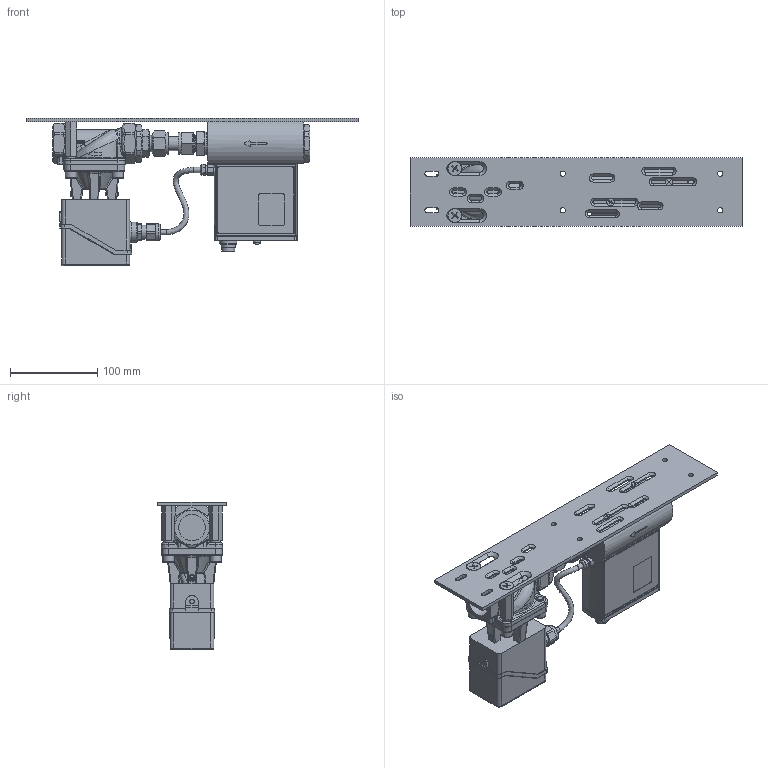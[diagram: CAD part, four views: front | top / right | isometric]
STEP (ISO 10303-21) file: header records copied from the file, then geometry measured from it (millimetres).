
FILE_DESCRIPTION(/* description */ (''),/* implementation_level */ '2;1');
FILE_NAME(/* name */ 'M+W D-6373 + BJ1inch.stp',/* time_stamp */ '2019-03-12T14:10:45+01:00',/* author */ ('marleen'),/* organization */ (''),/* preprocessor_version */ 'ST-DEVELOPER v17',/* originating_system */ 'Autodesk Inventor 2018',/* authorisation */ '');
FILE_SCHEMA (('AUTOMOTIVE_DESIGN { 1 0 10303 214 3 1 1 }'));
Products named in the file (1): Part19
Bounding box: 380 x 78 x 168.9 mm (x, y, z)
Volume: 1259594.5 mm3; surface area: 213360.5 mm2
Topology: 7 solids, 29 shells, 1720 faces, 4413 edges, 2903 vertices
Faces by surface type: plane 769, cylinder 421, bspline 242, cone 196, torus 72, sphere 20
Full cylindrical faces by diameter (mm): 1 x8, 2.013 x2, 2.4 x1, 2.459 x7, 2.88 x2, 3 x10, 3.1 x2, 3.4 x4, 3.571 x2, 3.75 x2, 4 x4, 4.134 x4, 4.5 x1, 5 x1, 5.1 x1, 5.4 x1, 5.5 x3, 5.6 x2, 6 x9, 6.466 x4, 6.647 x3, 6.7 x1, 8 x15, 8.1 x1, 8.3 x1, 8.4 x2, 8.5 x4, 9.8 x1, 10.5 x1, 10.7 x2
Entity records: 73155 total; most frequent: CARTESIAN_POINT 31162, ORIENTED_EDGE 8568, DIRECTION 8163, EDGE_CURVE 4284, AXIS2_PLACEMENT_3D 3141, VERTEX_POINT 2759, EDGE_LOOP 1935, LINE 1881
